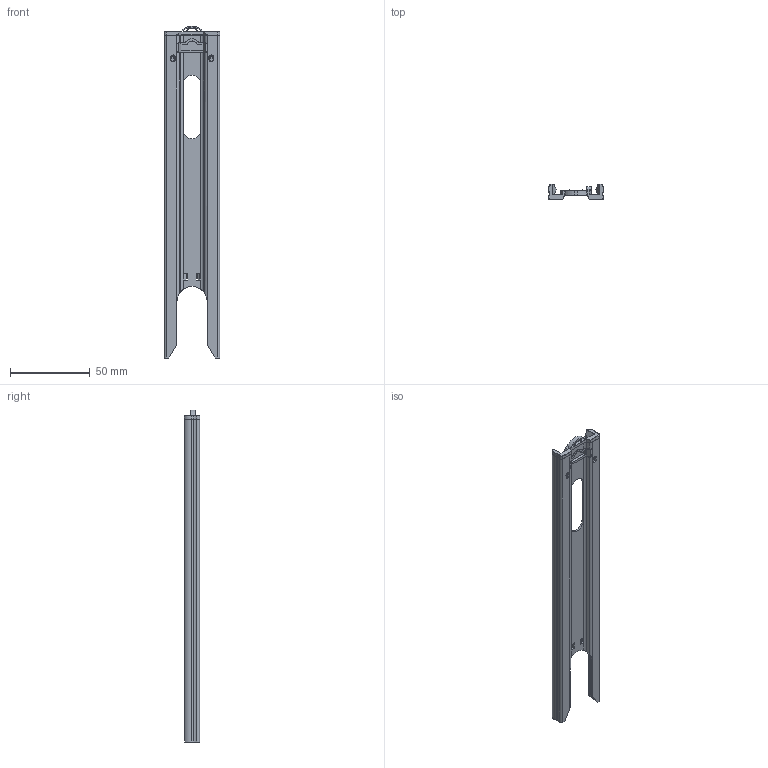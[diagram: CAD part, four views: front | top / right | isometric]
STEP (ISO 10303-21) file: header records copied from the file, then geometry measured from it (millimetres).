
FILE_DESCRIPTION (( 'STEP AP203' ), '1' );
FILE_NAME ('Schiene mittig 250 Touch kpl..step', '2017-06-22T15:56:49', ( '' ), ( '' ), 'SwSTEP 2.0', 'SolidWorks 2016', '' );
FILE_SCHEMA (( 'CONFIG_CONTROL_DESIGN' ));
Length unit declared in the file: millimetre
Products named in the file (3): Endkappe Schiene mittig Touch_Standard; Schiene mittig 250 Touch kpl.; Schiene mittig 250 Touch_Standard
Assembly tree (2 placements, depth 2):
  Schiene mittig 250 Touch kpl.
    Schiene mittig 250 Touch_Standard
    Endkappe Schiene mittig Touch_Standard
Bounding box: 34.92 x 9.6 x 208.71 mm (x, y, z)
Surface area: 22253.6 mm2 (no closed solid volume)
Topology: 0 solids, 2 shells, 284 faces, 821 edges, 530 vertices
Faces by surface type: plane 155, cylinder 110, bspline 19
Entity records: 10042 total; most frequent: CARTESIAN_POINT 2315, ORIENTED_EDGE 1626, DIRECTION 1495, EDGE_CURVE 821, VECTOR 555, LINE 555, VERTEX_POINT 530, AXIS2_PLACEMENT_3D 470
